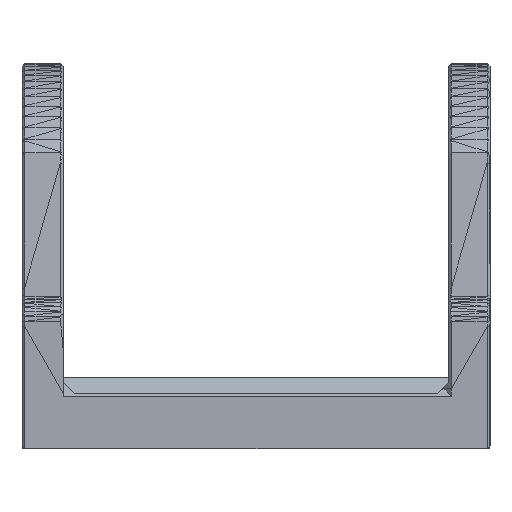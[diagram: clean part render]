
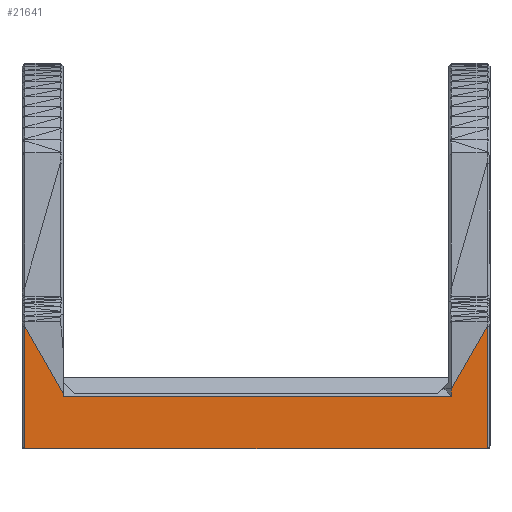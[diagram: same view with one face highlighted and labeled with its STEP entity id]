
A CAD part, front view. The second image highlights one B-rep face of the part: STEP entity #21641.
In plain terms, the highlighted planar face has unit normal (0, -1, 0).
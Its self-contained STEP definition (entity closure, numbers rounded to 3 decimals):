
#2071 = CARTESIAN_POINT ( 'NONE',  ( 0., -9., 0. ) ) ;
#2497 = CARTESIAN_POINT ( 'NONE',  ( -7., -9., 0. ) ) ;
#2664 = CARTESIAN_POINT ( 'NONE',  ( -7., -9., 2. ) ) ;
#3506 = EDGE_CURVE ( 'NONE', #19859, #4651, #20286, .T. ) ;
#4651 = VERTEX_POINT ( 'NONE', #43332 ) ;
#5500 = FACE_OUTER_BOUND ( 'NONE', #40850, .T. ) ;
#5764 = ORIENTED_EDGE ( 'NONE', *, *, #22228, .T. ) ;
#5834 = DIRECTION ( 'NONE',  ( -0.499, 0., -0.867 ) ) ;
#6049 = VERTEX_POINT ( 'NONE', #8733 ) ;
#6065 = CARTESIAN_POINT ( 'NONE',  ( 8.5, -9., 4.608 ) ) ;
#6290 = ORIENTED_EDGE ( 'NONE', *, *, #7044, .T. ) ;
#7044 = EDGE_CURVE ( 'NONE', #45854, #19761, #11971, .T. ) ;
#8304 = CARTESIAN_POINT ( 'NONE',  ( -8.5, -9., 0. ) ) ;
#8733 = CARTESIAN_POINT ( 'NONE',  ( -7., -9., 2. ) ) ;
#9088 = DIRECTION ( 'NONE',  ( -1., 0., 0. ) ) ;
#9559 = LINE ( 'NONE', #2664, #29270 ) ;
#9678 = LINE ( 'NONE', #43733, #20022 ) ;
#9702 = ORIENTED_EDGE ( 'NONE', *, *, #3506, .T. ) ;
#9804 = DIRECTION ( 'NONE',  ( -0.499, 0., 0.867 ) ) ;
#9884 = VECTOR ( 'NONE', #28007, 1000. ) ;
#11531 = DIRECTION ( 'NONE',  ( 0., 0., 1. ) ) ;
#11971 = LINE ( 'NONE', #8304, #26693 ) ;
#13371 = EDGE_CURVE ( 'NONE', #41544, #44243, #39222, .T. ) ;
#14216 = ORIENTED_EDGE ( 'NONE', *, *, #17985, .T. ) ;
#14367 = LINE ( 'NONE', #44289, #47215 ) ;
#15220 = EDGE_CURVE ( 'NONE', #44243, #6049, #17454, .T. ) ;
#17454 = LINE ( 'NONE', #2497, #9884 ) ;
#17985 = EDGE_CURVE ( 'NONE', #6049, #39444, #9559, .T. ) ;
#18538 = EDGE_CURVE ( 'NONE', #39444, #45854, #14367, .T. ) ;
#18605 = DIRECTION ( 'NONE',  ( 1., 0., 0. ) ) ;
#19761 = VERTEX_POINT ( 'NONE', #45021 ) ;
#19859 = VERTEX_POINT ( 'NONE', #34225 ) ;
#20022 = VECTOR ( 'NONE', #24860, 1000. ) ;
#20286 = LINE ( 'NONE', #6065, #24570 ) ;
#21562 = ORIENTED_EDGE ( 'NONE', *, *, #41263, .T. ) ;
#21641 = ADVANCED_FACE ( 'NONE', ( #5500 ), #31735, .F. ) ;
#22228 = EDGE_CURVE ( 'NONE', #19761, #19859, #40939, .T. ) ;
#24570 = VECTOR ( 'NONE', #5834, 1000. ) ;
#24860 = DIRECTION ( 'NONE',  ( 0., 0., -1. ) ) ;
#25795 = CARTESIAN_POINT ( 'NONE',  ( -7., -9., 1.9 ) ) ;
#26693 = VECTOR ( 'NONE', #18605, 1000. ) ;
#28007 = DIRECTION ( 'NONE',  ( 0., 0., 1. ) ) ;
#28655 = AXIS2_PLACEMENT_3D ( 'NONE', #2071, #30825, #30345 ) ;
#29270 = VECTOR ( 'NONE', #9804, 1000. ) ;
#30345 = DIRECTION ( 'NONE',  ( 0., 0., 1. ) ) ;
#30825 = DIRECTION ( 'NONE',  ( 0., 1., 0. ) ) ;
#31373 = ORIENTED_EDGE ( 'NONE', *, *, #15220, .T. ) ;
#31628 = CARTESIAN_POINT ( 'NONE',  ( -8.4, -9., 4.434 ) ) ;
#31735 = PLANE ( 'NONE',  #28655 ) ;
#34225 = CARTESIAN_POINT ( 'NONE',  ( 8.4, -9., 4.434 ) ) ;
#35788 = CARTESIAN_POINT ( 'NONE',  ( -7., -9., 1.9 ) ) ;
#38618 = VECTOR ( 'NONE', #11531, 1000. ) ;
#39222 = LINE ( 'NONE', #35788, #46503 ) ;
#39444 = VERTEX_POINT ( 'NONE', #31628 ) ;
#40383 = ORIENTED_EDGE ( 'NONE', *, *, #13371, .T. ) ;
#40850 = EDGE_LOOP ( 'NONE', ( #6290, #5764, #9702, #21562, #40383, #31373, #14216, #47725 ) ) ;
#40930 = CARTESIAN_POINT ( 'NONE',  ( -8.4, -9., 0. ) ) ;
#40939 = LINE ( 'NONE', #45352, #38618 ) ;
#41263 = EDGE_CURVE ( 'NONE', #4651, #41544, #9678, .T. ) ;
#41544 = VERTEX_POINT ( 'NONE', #45436 ) ;
#43332 = CARTESIAN_POINT ( 'NONE',  ( 7.1, -9., 2.174 ) ) ;
#43733 = CARTESIAN_POINT ( 'NONE',  ( 7.1, -9., 0. ) ) ;
#44243 = VERTEX_POINT ( 'NONE', #25795 ) ;
#44289 = CARTESIAN_POINT ( 'NONE',  ( -8.4, -9., 0. ) ) ;
#45021 = CARTESIAN_POINT ( 'NONE',  ( 8.4, -9., 0. ) ) ;
#45352 = CARTESIAN_POINT ( 'NONE',  ( 8.4, -9., 0. ) ) ;
#45436 = CARTESIAN_POINT ( 'NONE',  ( 7.1, -9., 1.9 ) ) ;
#45854 = VERTEX_POINT ( 'NONE', #40930 ) ;
#46503 = VECTOR ( 'NONE', #9088, 1000. ) ;
#47215 = VECTOR ( 'NONE', #47704, 1000. ) ;
#47704 = DIRECTION ( 'NONE',  ( 0., 0., -1. ) ) ;
#47725 = ORIENTED_EDGE ( 'NONE', *, *, #18538, .T. ) ;
